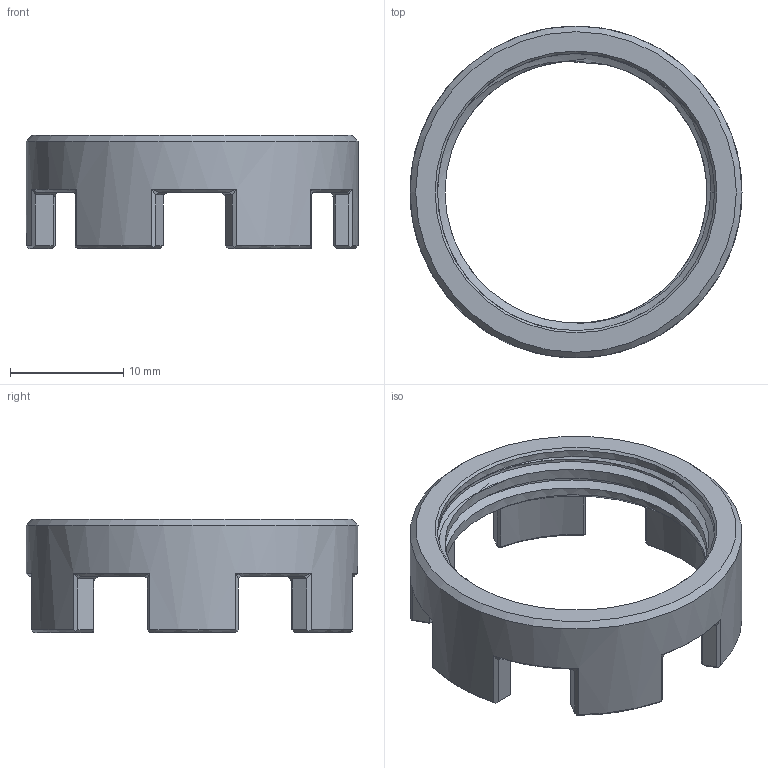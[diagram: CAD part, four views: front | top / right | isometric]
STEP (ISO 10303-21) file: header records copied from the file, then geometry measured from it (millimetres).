
FILE_DESCRIPTION(/* description */ ('','CAx-IF Rec.Pracs.---Representation and Presentation of Product Manufacturing Information (PMI)---4.0---2014-10-13'),/* implementation_level */ '2;1');
FILE_NAME(/* name */ 'OSBMX v2 - 24mm - Nut.step',/* time_stamp */ '2025-02-23T10:17:46-05:00',/* author */ (''),/* organization */ (''),/* preprocessor_version */ 'ST-DEVELOPER v20',/* originating_system */ 'Autodesk Translation Framework v13.20.0.188',/* authorisation */ '');
FILE_SCHEMA (('AP242_MANAGED_MODEL_BASED_3D_ENGINEERING_MIM_LF { 1 0 10303 442 1 1 4 }'));
Length unit declared in the file: millimetre
Products named in the file (1): cherry mx v28
Bounding box: 29.36 x 29.36 x 10 mm (x, y, z)
Volume: 1571 mm3; surface area: 1914.3 mm2
Topology: 1 solids, 1 shells, 131 faces, 317 edges, 188 vertices
Faces by surface type: plane 90, cone 23, cylinder 16, bspline 2
Full cylindrical faces by diameter (mm): 23.18 x1, 24.541 x2, 29.361 x1
Entity records: 4656 total; most frequent: CARTESIAN_POINT 1730, ORIENTED_EDGE 634, DIRECTION 574, EDGE_CURVE 317, AXIS2_PLACEMENT_3D 200, VERTEX_POINT 188, LINE 174, VECTOR 174
